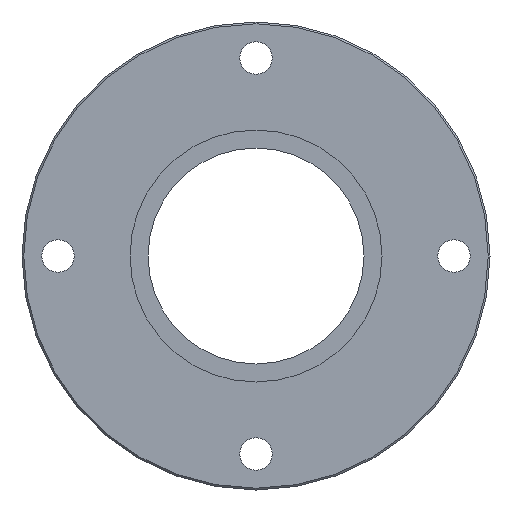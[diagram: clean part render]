
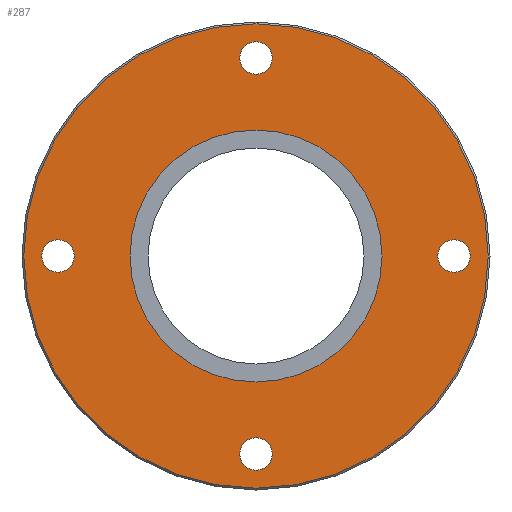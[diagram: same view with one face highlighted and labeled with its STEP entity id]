
A CAD part, front view. The second image highlights one B-rep face of the part: STEP entity #287.
In plain terms, the highlighted planar face has unit normal (0, -1, 0).
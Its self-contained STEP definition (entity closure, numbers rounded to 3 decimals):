
#15=FACE_BOUND('',#54,.T.);
#16=FACE_BOUND('',#55,.T.);
#17=FACE_BOUND('',#56,.T.);
#18=FACE_BOUND('',#57,.T.);
#19=FACE_BOUND('',#58,.T.);
#27=PLANE('',#338);
#39=FACE_OUTER_BOUND('',#53,.T.);
#53=EDGE_LOOP('',(#224));
#54=EDGE_LOOP('',(#225,#226));
#55=EDGE_LOOP('',(#227,#228));
#56=EDGE_LOOP('',(#229,#230));
#57=EDGE_LOOP('',(#231,#232));
#58=EDGE_LOOP('',(#233,#234));
#93=CIRCLE('',#316,4.5);
#94=CIRCLE('',#317,4.5);
#96=CIRCLE('',#320,4.5);
#97=CIRCLE('',#321,4.5);
#99=CIRCLE('',#324,4.5);
#100=CIRCLE('',#325,4.5);
#102=CIRCLE('',#328,4.5);
#103=CIRCLE('',#329,4.5);
#107=CIRCLE('',#334,64.5);
#110=CIRCLE('',#339,35.);
#111=CIRCLE('',#340,35.);
#123=VERTEX_POINT('',#461);
#124=VERTEX_POINT('',#462);
#126=VERTEX_POINT('',#469);
#127=VERTEX_POINT('',#470);
#129=VERTEX_POINT('',#477);
#130=VERTEX_POINT('',#478);
#132=VERTEX_POINT('',#485);
#133=VERTEX_POINT('',#486);
#137=VERTEX_POINT('',#497);
#140=VERTEX_POINT('',#507);
#141=VERTEX_POINT('',#508);
#153=EDGE_CURVE('',#123,#124,#93,.T.);
#154=EDGE_CURVE('',#124,#123,#94,.T.);
#157=EDGE_CURVE('',#126,#127,#96,.T.);
#158=EDGE_CURVE('',#127,#126,#97,.T.);
#161=EDGE_CURVE('',#129,#130,#99,.T.);
#162=EDGE_CURVE('',#130,#129,#100,.T.);
#165=EDGE_CURVE('',#132,#133,#102,.T.);
#166=EDGE_CURVE('',#133,#132,#103,.T.);
#172=EDGE_CURVE('',#137,#137,#107,.T.);
#176=EDGE_CURVE('',#140,#141,#110,.T.);
#177=EDGE_CURVE('',#141,#140,#111,.T.);
#224=ORIENTED_EDGE('',*,*,#172,.F.);
#225=ORIENTED_EDGE('',*,*,#153,.T.);
#226=ORIENTED_EDGE('',*,*,#154,.T.);
#227=ORIENTED_EDGE('',*,*,#157,.T.);
#228=ORIENTED_EDGE('',*,*,#158,.T.);
#229=ORIENTED_EDGE('',*,*,#161,.T.);
#230=ORIENTED_EDGE('',*,*,#162,.T.);
#231=ORIENTED_EDGE('',*,*,#165,.T.);
#232=ORIENTED_EDGE('',*,*,#166,.T.);
#233=ORIENTED_EDGE('',*,*,#176,.T.);
#234=ORIENTED_EDGE('',*,*,#177,.T.);
#287=ADVANCED_FACE('',(#39,#15,#16,#17,#18,#19),#27,.T.);
#316=AXIS2_PLACEMENT_3D('',#463,#363,#364);
#317=AXIS2_PLACEMENT_3D('',#464,#365,#366);
#320=AXIS2_PLACEMENT_3D('',#471,#372,#373);
#321=AXIS2_PLACEMENT_3D('',#472,#374,#375);
#324=AXIS2_PLACEMENT_3D('',#479,#381,#382);
#325=AXIS2_PLACEMENT_3D('',#480,#383,#384);
#328=AXIS2_PLACEMENT_3D('',#487,#390,#391);
#329=AXIS2_PLACEMENT_3D('',#488,#392,#393);
#334=AXIS2_PLACEMENT_3D('',#499,#404,#405);
#338=AXIS2_PLACEMENT_3D('',#506,#413,#414);
#339=AXIS2_PLACEMENT_3D('',#509,#415,#416);
#340=AXIS2_PLACEMENT_3D('',#510,#417,#418);
#363=DIRECTION('center_axis',(0.,1.,0.));
#364=DIRECTION('ref_axis',(0.,0.,1.));
#365=DIRECTION('center_axis',(0.,1.,0.));
#366=DIRECTION('ref_axis',(0.,0.,1.));
#372=DIRECTION('center_axis',(0.,1.,0.));
#373=DIRECTION('ref_axis',(-1.,0.,0.));
#374=DIRECTION('center_axis',(0.,1.,0.));
#375=DIRECTION('ref_axis',(-1.,0.,0.));
#381=DIRECTION('center_axis',(0.,1.,0.));
#382=DIRECTION('ref_axis',(0.,0.,-1.));
#383=DIRECTION('center_axis',(0.,1.,0.));
#384=DIRECTION('ref_axis',(0.,0.,-1.));
#390=DIRECTION('center_axis',(0.,1.,0.));
#391=DIRECTION('ref_axis',(1.,0.,0.));
#392=DIRECTION('center_axis',(0.,1.,0.));
#393=DIRECTION('ref_axis',(1.,0.,0.));
#404=DIRECTION('center_axis',(0.,1.,0.));
#405=DIRECTION('ref_axis',(1.,0.,0.));
#413=DIRECTION('center_axis',(0.,-1.,0.));
#414=DIRECTION('ref_axis',(0.,0.,-1.));
#415=DIRECTION('center_axis',(0.,1.,0.));
#416=DIRECTION('ref_axis',(1.,0.,0.));
#417=DIRECTION('center_axis',(0.,1.,0.));
#418=DIRECTION('ref_axis',(1.,0.,0.));
#461=CARTESIAN_POINT('',(0.,0.,-50.5));
#462=CARTESIAN_POINT('',(0.,0.,-59.5));
#463=CARTESIAN_POINT('Origin',(0.,0.,-55.));
#464=CARTESIAN_POINT('Origin',(0.,0.,-55.));
#469=CARTESIAN_POINT('',(50.5,0.,0.));
#470=CARTESIAN_POINT('',(59.5,0.,0.));
#471=CARTESIAN_POINT('Origin',(55.,0.,0.));
#472=CARTESIAN_POINT('Origin',(55.,0.,0.));
#477=CARTESIAN_POINT('',(0.,0.,50.5));
#478=CARTESIAN_POINT('',(0.,0.,59.5));
#479=CARTESIAN_POINT('Origin',(0.,0.,55.));
#480=CARTESIAN_POINT('Origin',(0.,0.,55.));
#485=CARTESIAN_POINT('',(-50.5,0.,0.));
#486=CARTESIAN_POINT('',(-59.5,0.,0.));
#487=CARTESIAN_POINT('Origin',(-55.,0.,0.));
#488=CARTESIAN_POINT('Origin',(-55.,0.,0.));
#497=CARTESIAN_POINT('',(-64.5,0.,0.));
#499=CARTESIAN_POINT('Origin',(0.,0.,0.));
#506=CARTESIAN_POINT('Origin',(-65.,0.,0.));
#507=CARTESIAN_POINT('',(-35.,0.,0.));
#508=CARTESIAN_POINT('',(35.,0.,0.));
#509=CARTESIAN_POINT('Origin',(0.,0.,0.));
#510=CARTESIAN_POINT('Origin',(0.,0.,0.));
